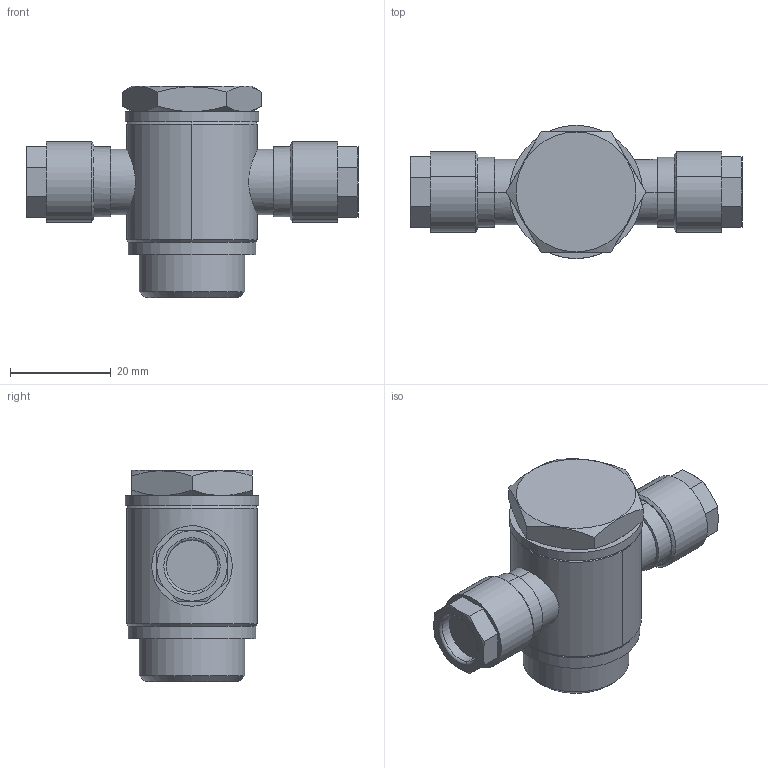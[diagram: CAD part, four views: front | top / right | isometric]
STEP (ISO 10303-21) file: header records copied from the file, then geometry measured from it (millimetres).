
FILE_DESCRIPTION(( 'MC.36.10.12.STP' ), '1');
FILE_NAME( 'MC.36.10.12.STP', '2018-10-02T09:10:34',( 'Sopra'),('sopra-pneumatic.com'), 'SwSTEP 2.0','SolidWorks 2009','' );
FILE_SCHEMA (('AUTOMOTIVE_DESIGN { 1 0 10303 214 1 1 1 1 }'));
Length unit declared in the file: millimetre
Products named in the file (5): Root; 14405; 800035; 0151000016; 800045
Assembly tree (4 placements, depth 2):
  Root
    14405
    800035
    0151000016
    800045
Bounding box: 66 x 26.5 x 42 mm (x, y, z)
Volume: 28142 mm3; surface area: 11988.8 mm2
Topology: 4 solids, 4 shells, 138 faces, 311 edges, 189 vertices
Faces by surface type: cone 52, plane 47, cylinder 35, torus 4
Full cylindrical faces by diameter (mm): 7.3 x2, 13 x1, 20.7 x1, 20.955 x1, 21.3 x1, 21.4 x1, 25.4 x1, 26.5 x1
Entity records: 8661 total; most frequent: CARTESIAN_POINT 2792, DIRECTION 666, PRESENTATION_STYLE_ASSIGNMENT 572, COLOUR_RGB 570, DRAUGHTING_PRE_DEFINED_CURVE_FONT 568, CURVE_STYLE 568, OVER_RIDING_STYLED_ITEM 568, ORIENTED_EDGE 568
